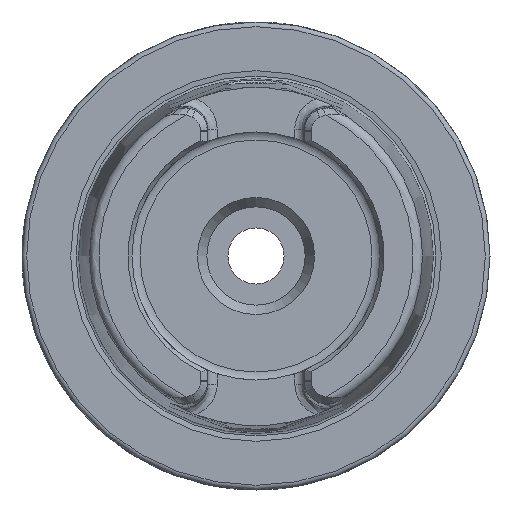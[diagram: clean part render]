
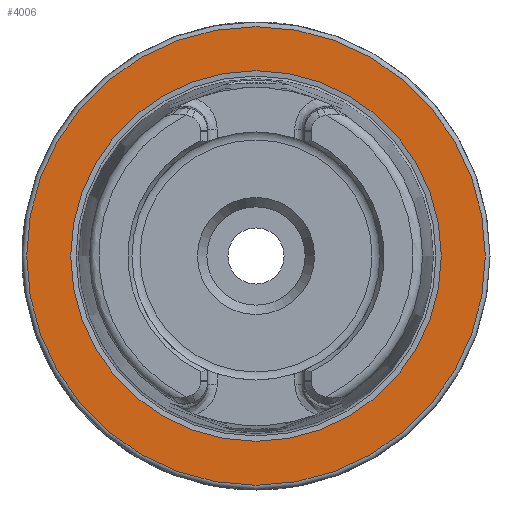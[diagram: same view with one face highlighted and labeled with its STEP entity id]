
A CAD part, left-side view. The second image highlights one B-rep face of the part: STEP entity #4006.
In plain terms, the highlighted planar face has unit normal (-1, 0, 0).
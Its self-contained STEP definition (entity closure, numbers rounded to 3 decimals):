
#124=FACE_BOUND('',#1253,.T.);
#343=PLANE('',#4354);
#1022=FACE_OUTER_BOUND('',#1252,.T.);
#1252=EDGE_LOOP('',(#3507,#3508));
#1253=EDGE_LOOP('',(#3509,#3510));
#1465=CIRCLE('',#4352,39.587);
#1466=CIRCLE('',#4353,39.587);
#1467=CIRCLE('',#4355,49.);
#1468=CIRCLE('',#4356,49.);
#1848=VERTEX_POINT('',#9853);
#1849=VERTEX_POINT('',#9855);
#1850=VERTEX_POINT('',#9859);
#1851=VERTEX_POINT('',#9860);
#2426=EDGE_CURVE('',#1849,#1848,#1465,.T.);
#2427=EDGE_CURVE('',#1848,#1849,#1466,.T.);
#2428=EDGE_CURVE('',#1850,#1851,#1467,.T.);
#2429=EDGE_CURVE('',#1851,#1850,#1468,.T.);
#3507=ORIENTED_EDGE('',*,*,#2428,.F.);
#3508=ORIENTED_EDGE('',*,*,#2429,.F.);
#3509=ORIENTED_EDGE('',*,*,#2426,.T.);
#3510=ORIENTED_EDGE('',*,*,#2427,.T.);
#4006=ADVANCED_FACE('',(#1022,#124),#343,.T.);
#4352=AXIS2_PLACEMENT_3D('',#9856,#5182,#5183);
#4353=AXIS2_PLACEMENT_3D('',#9857,#5184,#5185);
#4354=AXIS2_PLACEMENT_3D('',#9858,#5186,#5187);
#4355=AXIS2_PLACEMENT_3D('',#9861,#5188,#5189);
#4356=AXIS2_PLACEMENT_3D('',#9862,#5190,#5191);
#5182=DIRECTION('center_axis',(1.,0.,0.));
#5183=DIRECTION('ref_axis',(0.,0.,-1.));
#5184=DIRECTION('center_axis',(1.,0.,0.));
#5185=DIRECTION('ref_axis',(0.,0.,-1.));
#5186=DIRECTION('center_axis',(-1.,0.,0.));
#5187=DIRECTION('ref_axis',(0.,0.,1.));
#5188=DIRECTION('center_axis',(1.,0.,0.));
#5189=DIRECTION('ref_axis',(0.,0.,-1.));
#5190=DIRECTION('center_axis',(1.,0.,0.));
#5191=DIRECTION('ref_axis',(0.,0.,-1.));
#9853=CARTESIAN_POINT('',(0.,-39.587,0.));
#9855=CARTESIAN_POINT('',(0.,39.587,0.));
#9856=CARTESIAN_POINT('Origin',(0.,0.,0.));
#9857=CARTESIAN_POINT('Origin',(0.,0.,0.));
#9858=CARTESIAN_POINT('Origin',(0.,49.,
0.));
#9859=CARTESIAN_POINT('',(0.,49.,0.));
#9860=CARTESIAN_POINT('',(0.,0.,49.));
#9861=CARTESIAN_POINT('Origin',(0.,0.,0.));
#9862=CARTESIAN_POINT('Origin',(0.,0.,0.));
